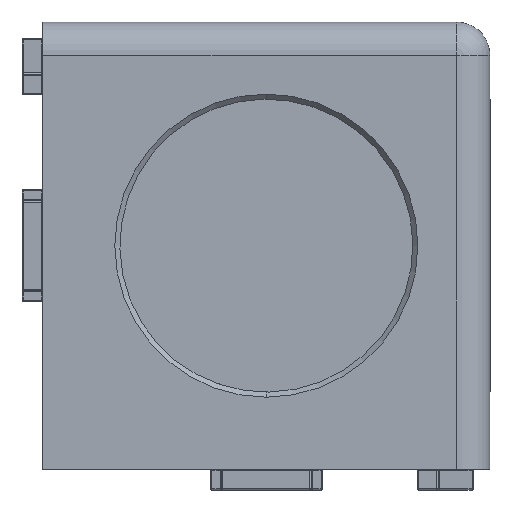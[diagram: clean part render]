
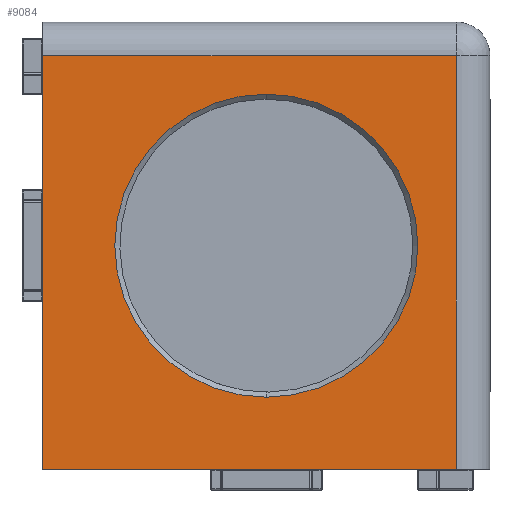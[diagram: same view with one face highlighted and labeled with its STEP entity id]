
A CAD part, front view. The second image highlights one B-rep face of the part: STEP entity #9084.
In plain terms, the highlighted planar face has unit normal (0, -1, 0).
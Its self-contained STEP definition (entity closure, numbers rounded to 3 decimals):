
#150 = DIRECTION ( 'NONE',  ( -1., 0., 0. ) ) ;
#439 = ORIENTED_EDGE ( 'NONE', *, *, #2573, .F. ) ;
#449 = CIRCLE ( 'NONE', #3884, 13.55 ) ;
#539 = LINE ( 'NONE', #7894, #5308 ) ;
#563 = VERTEX_POINT ( 'NONE', #6898 ) ;
#726 = LINE ( 'NONE', #3362, #7219 ) ;
#755 = EDGE_LOOP ( 'NONE', ( #4881, #1880 ) ) ;
#994 = CARTESIAN_POINT ( 'NONE',  ( 0., 0., 13.55 ) ) ;
#1057 = CARTESIAN_POINT ( 'NONE',  ( 17., 0., 17. ) ) ;
#1316 = EDGE_CURVE ( 'NONE', #563, #2413, #726, .T. ) ;
#1478 = CARTESIAN_POINT ( 'NONE',  ( 0., 0., 0. ) ) ;
#1487 = DIRECTION ( 'NONE',  ( 0., -1., 0. ) ) ;
#1514 = DIRECTION ( 'NONE',  ( 0., 1., 0. ) ) ;
#1880 = ORIENTED_EDGE ( 'NONE', *, *, #4754, .T. ) ;
#2125 = DIRECTION ( 'NONE',  ( 0., 0., -1. ) ) ;
#2233 = CARTESIAN_POINT ( 'NONE',  ( -20., 0., 17. ) ) ;
#2413 = VERTEX_POINT ( 'NONE', #2233 ) ;
#2573 = EDGE_CURVE ( 'NONE', #3662, #563, #5708, .T. ) ;
#2805 = DIRECTION ( 'NONE',  ( 0., 1., 0. ) ) ;
#2940 = VECTOR ( 'NONE', #150, 1000. ) ;
#3362 = CARTESIAN_POINT ( 'NONE',  ( -20., 0., 20. ) ) ;
#3538 = CARTESIAN_POINT ( 'NONE',  ( 17., 0., -20. ) ) ;
#3622 = DIRECTION ( 'NONE',  ( 0., 0., -1. ) ) ;
#3662 = VERTEX_POINT ( 'NONE', #3538 ) ;
#3687 = ORIENTED_EDGE ( 'NONE', *, *, #4651, .T. ) ;
#3873 = EDGE_CURVE ( 'NONE', #7435, #9287, #5357, .T. ) ;
#3884 = AXIS2_PLACEMENT_3D ( 'NONE', #5048, #2805, #3622 ) ;
#4651 = EDGE_CURVE ( 'NONE', #7910, #2413, #9417, .T. ) ;
#4754 = EDGE_CURVE ( 'NONE', #9287, #7435, #449, .T. ) ;
#4881 = ORIENTED_EDGE ( 'NONE', *, *, #3873, .T. ) ;
#4973 = CARTESIAN_POINT ( 'NONE',  ( -20., 0., 17. ) ) ;
#5048 = CARTESIAN_POINT ( 'NONE',  ( 0., 0., 0. ) ) ;
#5088 = VECTOR ( 'NONE', #5498, 1000. ) ;
#5223 = FACE_OUTER_BOUND ( 'NONE', #6888, .T. ) ;
#5308 = VECTOR ( 'NONE', #5497, 1000. ) ;
#5357 = CIRCLE ( 'NONE', #6952, 13.55 ) ;
#5497 = DIRECTION ( 'NONE',  ( 0., 0., 1. ) ) ;
#5498 = DIRECTION ( 'NONE',  ( -1., 0., 0. ) ) ;
#5708 = LINE ( 'NONE', #8744, #5088 ) ;
#5806 = EDGE_CURVE ( 'NONE', #3662, #7910, #539, .T. ) ;
#5899 = ORIENTED_EDGE ( 'NONE', *, *, #1316, .F. ) ;
#6292 = PLANE ( 'NONE',  #6497 ) ;
#6460 = DIRECTION ( 'NONE',  ( 0., 0., 1. ) ) ;
#6497 = AXIS2_PLACEMENT_3D ( 'NONE', #8508, #1487, #2125 ) ;
#6888 = EDGE_LOOP ( 'NONE', ( #439, #7745, #3687, #5899 ) ) ;
#6898 = CARTESIAN_POINT ( 'NONE',  ( -20., 0., -20. ) ) ;
#6952 = AXIS2_PLACEMENT_3D ( 'NONE', #1478, #1514, #7849 ) ;
#7219 = VECTOR ( 'NONE', #6460, 1000. ) ;
#7435 = VERTEX_POINT ( 'NONE', #8295 ) ;
#7745 = ORIENTED_EDGE ( 'NONE', *, *, #5806, .T. ) ;
#7849 = DIRECTION ( 'NONE',  ( 0., 0., -1. ) ) ;
#7894 = CARTESIAN_POINT ( 'NONE',  ( 17., 0., 20. ) ) ;
#7910 = VERTEX_POINT ( 'NONE', #1057 ) ;
#8295 = CARTESIAN_POINT ( 'NONE',  ( 0., 0., -13.55 ) ) ;
#8508 = CARTESIAN_POINT ( 'NONE',  ( 0., 0., 0. ) ) ;
#8567 = FACE_BOUND ( 'NONE', #755, .T. ) ;
#8744 = CARTESIAN_POINT ( 'NONE',  ( -20., 0., -20. ) ) ;
#9084 = ADVANCED_FACE ( 'NONE', ( #8567, #5223 ), #6292, .T. ) ;
#9287 = VERTEX_POINT ( 'NONE', #994 ) ;
#9417 = LINE ( 'NONE', #4973, #2940 ) ;
